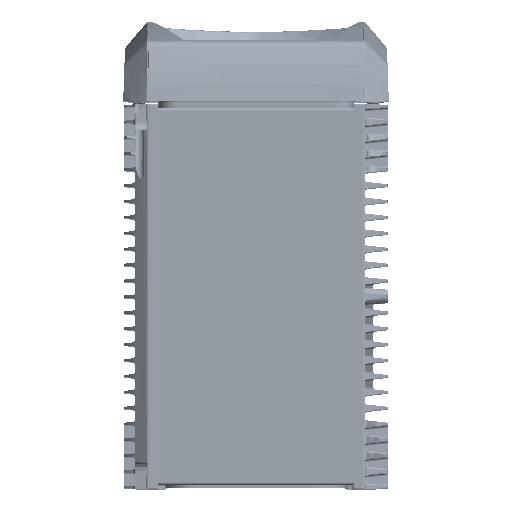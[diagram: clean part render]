
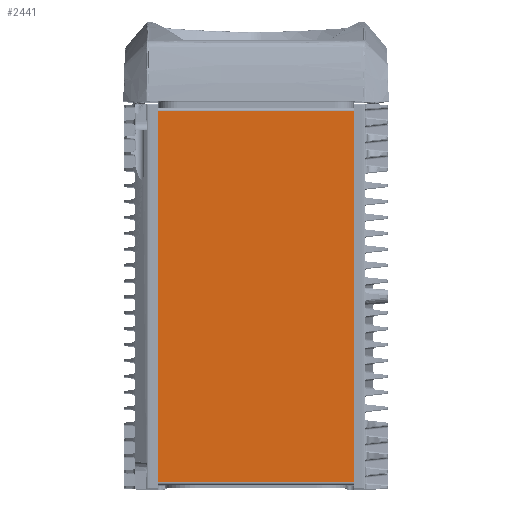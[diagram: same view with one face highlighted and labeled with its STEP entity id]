
A CAD part, top view. The second image highlights one B-rep face of the part: STEP entity #2441.
In plain terms, the highlighted planar face has unit normal (0, 0, 1).
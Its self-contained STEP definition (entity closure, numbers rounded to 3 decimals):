
#414=DIRECTION('',(1.,0.,0.));
#415=VECTOR('',#414,135.);
#416=CARTESIAN_POINT('',(-67.5,1.8,159.));
#417=LINE('',#416,#415);
#432=DIRECTION('',(0.,1.,0.));
#433=VECTOR('',#432,245.4);
#434=CARTESIAN_POINT('',(67.5,1.8,159.));
#435=LINE('',#434,#433);
#436=DIRECTION('',(0.,-1.,0.));
#437=VECTOR('',#436,245.4);
#438=CARTESIAN_POINT('',(-67.5,247.2,159.));
#439=LINE('',#438,#437);
#453=DIRECTION('',(-1.,0.,0.));
#454=VECTOR('',#453,135.);
#455=CARTESIAN_POINT('',(67.5,247.2,159.));
#456=LINE('',#455,#454);
#1456=CARTESIAN_POINT('',(-67.5,1.8,159.));
#1457=VERTEX_POINT('',#1456);
#1458=CARTESIAN_POINT('',(67.5,1.8,159.));
#1459=VERTEX_POINT('',#1458);
#1461=CARTESIAN_POINT('',(67.5,247.2,159.));
#1463=VERTEX_POINT('',#1461);
#1465=CARTESIAN_POINT('',(-67.5,247.2,159.));
#1467=VERTEX_POINT('',#1465);
#2428=CARTESIAN_POINT('',(-35.424,1.5,159.));
#2429=DIRECTION('',(0.,0.,1.));
#2430=DIRECTION('',(1.,0.,0.));
#2431=AXIS2_PLACEMENT_3D('',#2428,#2429,#2430);
#2432=PLANE('',#2431);
#2433=ORIENTED_EDGE('',*,*,#2343,.F.);
#2434=ORIENTED_EDGE('',*,*,#2420,.F.);
#2436=ORIENTED_EDGE('',*,*,#2435,.F.);
#2438=ORIENTED_EDGE('',*,*,#2437,.F.);
#2439=EDGE_LOOP('',(#2433,#2434,#2436,#2438));
#2440=FACE_OUTER_BOUND('',#2439,.F.);
#2441=ADVANCED_FACE('',(#2440),#2432,.T.);
#2343=EDGE_CURVE('',#1459,#1463,#435,.T.);
#2420=EDGE_CURVE('',#1457,#1459,#417,.T.);
#2435=EDGE_CURVE('',#1467,#1457,#439,.T.);
#2437=EDGE_CURVE('',#1463,#1467,#456,.T.);
